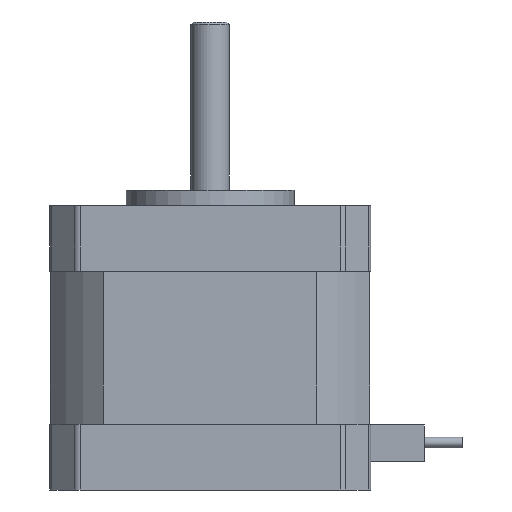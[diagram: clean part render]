
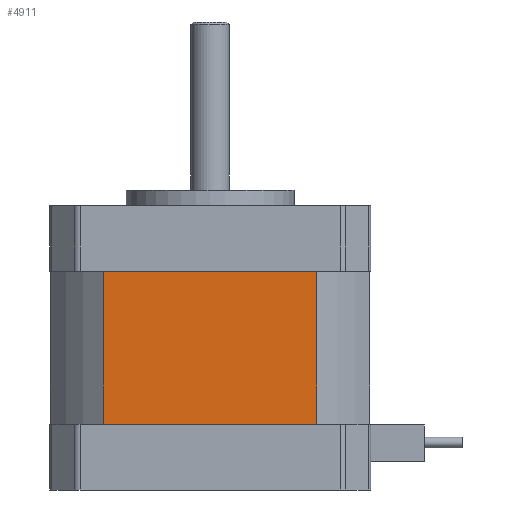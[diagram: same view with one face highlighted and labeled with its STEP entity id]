
A CAD part, front view. The second image highlights one B-rep face of the part: STEP entity #4911.
In plain terms, the highlighted planar face has unit normal (0, -1, 0).
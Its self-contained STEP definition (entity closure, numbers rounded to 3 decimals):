
#4408 = CYLINDRICAL_SURFACE('',#4409,25.13);
#4409 = AXIS2_PLACEMENT_3D('',#4410,#4411,#4412);
#4410 = CARTESIAN_POINT('',(0.,0.,-28.6));
#4411 = DIRECTION('',(-0.,-0.,-1.));
#4412 = DIRECTION('',(1.,0.,0.));
#4436 = PLANE('',#4437);
#4437 = AXIS2_PLACEMENT_3D('',#4438,#4439,#4440);
#4438 = CARTESIAN_POINT('',(0.,0.,-8.6));
#4439 = DIRECTION('',(-0.,-0.,-1.));
#4440 = DIRECTION('',(-1.,0.,0.));
#4490 = PLANE('',#4491);
#4491 = AXIS2_PLACEMENT_3D('',#4492,#4493,#4494);
#4492 = CARTESIAN_POINT('',(0.,0.,-28.6));
#4493 = DIRECTION('',(-0.,-0.,-1.));
#4494 = DIRECTION('',(-1.,0.,0.));
#4793 = CYLINDRICAL_SURFACE('',#4794,25.13);
#4794 = AXIS2_PLACEMENT_3D('',#4795,#4796,#4797);
#4795 = CARTESIAN_POINT('',(0.,0.,-28.6));
#4796 = DIRECTION('',(-0.,-0.,-1.));
#4797 = DIRECTION('',(1.,0.,0.));
#4829 = EDGE_CURVE('',#4830,#4832,#4834,.T.);
#4830 = VERTEX_POINT('',#4831);
#4831 = CARTESIAN_POINT('',(13.954,-20.9,-28.6));
#4832 = VERTEX_POINT('',#4833);
#4833 = CARTESIAN_POINT('',(13.954,-20.9,-8.6));
#4834 = SURFACE_CURVE('',#4835,(#4839,#4846),.PCURVE_S1.);
#4835 = LINE('',#4836,#4837);
#4836 = CARTESIAN_POINT('',(13.954,-20.9,-28.6));
#4837 = VECTOR('',#4838,1.);
#4838 = DIRECTION('',(0.,0.,1.));
#4839 = PCURVE('',#4793,#4840);
#4840 = DEFINITIONAL_REPRESENTATION('',(#4841),#4845);
#4841 = LINE('',#4842,#4843);
#4842 = CARTESIAN_POINT('',(-5.301,0.));
#4843 = VECTOR('',#4844,1.);
#4844 = DIRECTION('',(-0.,-1.));
#4845 = ( GEOMETRIC_REPRESENTATION_CONTEXT(2) 
PARAMETRIC_REPRESENTATION_CONTEXT() REPRESENTATION_CONTEXT('2D SPACE',''
  ) );
#4846 = PCURVE('',#4847,#4852);
#4847 = PLANE('',#4848);
#4848 = AXIS2_PLACEMENT_3D('',#4849,#4850,#4851);
#4849 = CARTESIAN_POINT('',(13.954,-20.9,-28.6));
#4850 = DIRECTION('',(0.,-1.,0.));
#4851 = DIRECTION('',(-1.,0.,0.));
#4852 = DEFINITIONAL_REPRESENTATION('',(#4853),#4857);
#4853 = LINE('',#4854,#4855);
#4854 = CARTESIAN_POINT('',(0.,-0.));
#4855 = VECTOR('',#4856,1.);
#4856 = DIRECTION('',(0.,-1.));
#4857 = ( GEOMETRIC_REPRESENTATION_CONTEXT(2) 
PARAMETRIC_REPRESENTATION_CONTEXT() REPRESENTATION_CONTEXT('2D SPACE',''
  ) );
#4911 = ADVANCED_FACE('',(#4912),#4847,.T.);
#4912 = FACE_BOUND('',#4913,.T.);
#4913 = EDGE_LOOP('',(#4914,#4915,#4938,#4961));
#4914 = ORIENTED_EDGE('',*,*,#4829,.T.);
#4915 = ORIENTED_EDGE('',*,*,#4916,.T.);
#4916 = EDGE_CURVE('',#4832,#4917,#4919,.T.);
#4917 = VERTEX_POINT('',#4918);
#4918 = CARTESIAN_POINT('',(-13.954,-20.9,-8.6));
#4919 = SURFACE_CURVE('',#4920,(#4924,#4931),.PCURVE_S1.);
#4920 = LINE('',#4921,#4922);
#4921 = CARTESIAN_POINT('',(13.954,-20.9,-8.6));
#4922 = VECTOR('',#4923,1.);
#4923 = DIRECTION('',(-1.,0.,0.));
#4924 = PCURVE('',#4847,#4925);
#4925 = DEFINITIONAL_REPRESENTATION('',(#4926),#4930);
#4926 = LINE('',#4927,#4928);
#4927 = CARTESIAN_POINT('',(0.,-20.));
#4928 = VECTOR('',#4929,1.);
#4929 = DIRECTION('',(1.,0.));
#4930 = ( GEOMETRIC_REPRESENTATION_CONTEXT(2) 
PARAMETRIC_REPRESENTATION_CONTEXT() REPRESENTATION_CONTEXT('2D SPACE',''
  ) );
#4931 = PCURVE('',#4436,#4932);
#4932 = DEFINITIONAL_REPRESENTATION('',(#4933),#4937);
#4933 = LINE('',#4934,#4935);
#4934 = CARTESIAN_POINT('',(-13.954,-20.9));
#4935 = VECTOR('',#4936,1.);
#4936 = DIRECTION('',(1.,0.));
#4937 = ( GEOMETRIC_REPRESENTATION_CONTEXT(2) 
PARAMETRIC_REPRESENTATION_CONTEXT() REPRESENTATION_CONTEXT('2D SPACE',''
  ) );
#4938 = ORIENTED_EDGE('',*,*,#4939,.F.);
#4939 = EDGE_CURVE('',#4940,#4917,#4942,.T.);
#4940 = VERTEX_POINT('',#4941);
#4941 = CARTESIAN_POINT('',(-13.954,-20.9,-28.6));
#4942 = SURFACE_CURVE('',#4943,(#4947,#4954),.PCURVE_S1.);
#4943 = LINE('',#4944,#4945);
#4944 = CARTESIAN_POINT('',(-13.954,-20.9,-28.6));
#4945 = VECTOR('',#4946,1.);
#4946 = DIRECTION('',(0.,0.,1.));
#4947 = PCURVE('',#4847,#4948);
#4948 = DEFINITIONAL_REPRESENTATION('',(#4949),#4953);
#4949 = LINE('',#4950,#4951);
#4950 = CARTESIAN_POINT('',(27.907,0.));
#4951 = VECTOR('',#4952,1.);
#4952 = DIRECTION('',(0.,-1.));
#4953 = ( GEOMETRIC_REPRESENTATION_CONTEXT(2) 
PARAMETRIC_REPRESENTATION_CONTEXT() REPRESENTATION_CONTEXT('2D SPACE',''
  ) );
#4954 = PCURVE('',#4408,#4955);
#4955 = DEFINITIONAL_REPRESENTATION('',(#4956),#4960);
#4956 = LINE('',#4957,#4958);
#4957 = CARTESIAN_POINT('',(-4.124,0.));
#4958 = VECTOR('',#4959,1.);
#4959 = DIRECTION('',(-0.,-1.));
#4960 = ( GEOMETRIC_REPRESENTATION_CONTEXT(2) 
PARAMETRIC_REPRESENTATION_CONTEXT() REPRESENTATION_CONTEXT('2D SPACE',''
  ) );
#4961 = ORIENTED_EDGE('',*,*,#4962,.F.);
#4962 = EDGE_CURVE('',#4830,#4940,#4963,.T.);
#4963 = SURFACE_CURVE('',#4964,(#4968,#4975),.PCURVE_S1.);
#4964 = LINE('',#4965,#4966);
#4965 = CARTESIAN_POINT('',(13.954,-20.9,-28.6));
#4966 = VECTOR('',#4967,1.);
#4967 = DIRECTION('',(-1.,0.,0.));
#4968 = PCURVE('',#4847,#4969);
#4969 = DEFINITIONAL_REPRESENTATION('',(#4970),#4974);
#4970 = LINE('',#4971,#4972);
#4971 = CARTESIAN_POINT('',(0.,-0.));
#4972 = VECTOR('',#4973,1.);
#4973 = DIRECTION('',(1.,0.));
#4974 = ( GEOMETRIC_REPRESENTATION_CONTEXT(2) 
PARAMETRIC_REPRESENTATION_CONTEXT() REPRESENTATION_CONTEXT('2D SPACE',''
  ) );
#4975 = PCURVE('',#4490,#4976);
#4976 = DEFINITIONAL_REPRESENTATION('',(#4977),#4981);
#4977 = LINE('',#4978,#4979);
#4978 = CARTESIAN_POINT('',(-13.954,-20.9));
#4979 = VECTOR('',#4980,1.);
#4980 = DIRECTION('',(1.,0.));
#4981 = ( GEOMETRIC_REPRESENTATION_CONTEXT(2) 
PARAMETRIC_REPRESENTATION_CONTEXT() REPRESENTATION_CONTEXT('2D SPACE',''
  ) );
